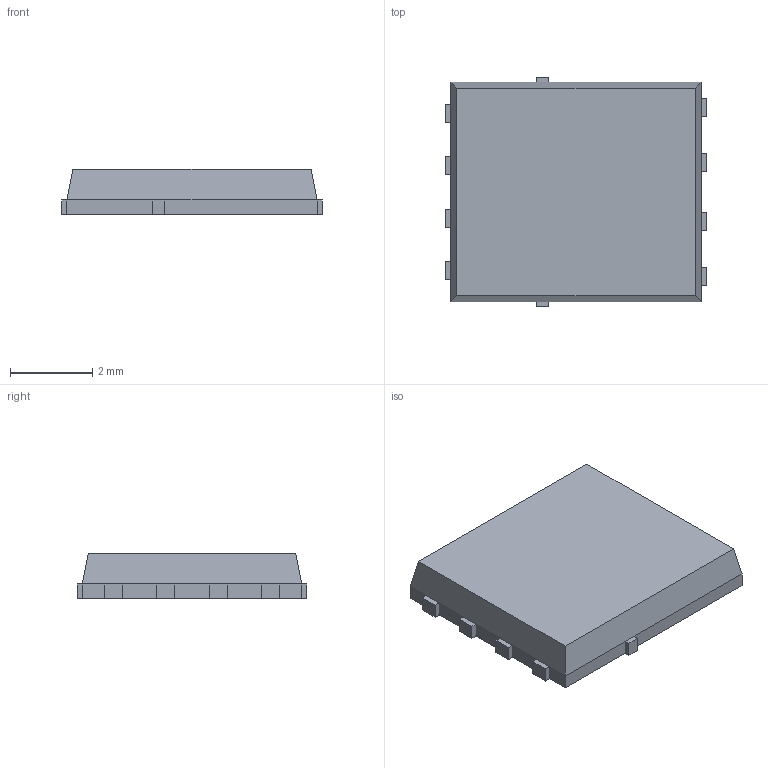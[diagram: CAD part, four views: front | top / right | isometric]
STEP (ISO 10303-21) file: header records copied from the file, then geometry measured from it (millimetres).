
FILE_DESCRIPTION(('FreeCAD Model'),'2;1');
FILE_NAME( 'Compound.step', '2017-03-28T16:06:17',('kicad StepUp'),('ksu MCAD'), 'Open CASCADE STEP processor 6.8','FreeCAD','Unknown');
FILE_SCHEMA(('AUTOMOTIVE_DESIGN_CC2 { 1 2 10303 214 -1 1 5 4 }'));
Length unit declared in the file: millimetre
Products named in the file (1): Compound
Bounding box: 6.35 x 5.59 x 1.11 mm (x, y, z)
Surface area: 136.3 mm2
Topology: 6 solids, 6 shells, 68 faces, 164 edges, 108 vertices
Faces by surface type: plane 60, cylinder 8
Entity records: 2431 total; most frequent: CARTESIAN_POINT 341, ORIENTED_EDGE 328, DIRECTION 318, EDGE_CURVE 164, LINE 148, VECTOR 148, VERTEX_POINT 108, AXIS2_PLACEMENT_3D 85
